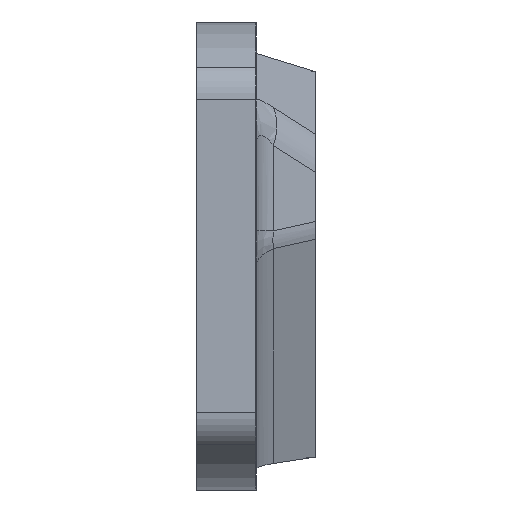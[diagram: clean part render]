
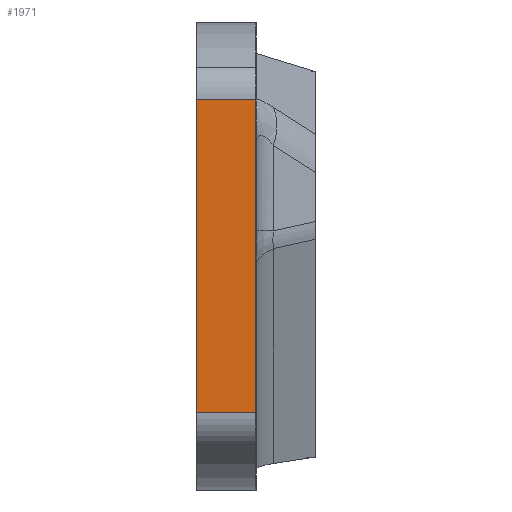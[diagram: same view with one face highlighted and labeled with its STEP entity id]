
A CAD part, left-side view. The second image highlights one B-rep face of the part: STEP entity #1971.
In plain terms, the highlighted planar face has unit normal (-1, 0, 0).
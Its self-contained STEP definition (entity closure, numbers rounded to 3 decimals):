
#111=PLANE('',#2174);
#216=FACE_OUTER_BOUND('',#336,.T.);
#336=EDGE_LOOP('',(#1712,#1713,#1714,#1715));
#487=LINE('',#2973,#671);
#506=LINE('',#3043,#690);
#543=LINE('',#3153,#727);
#547=LINE('',#3159,#731);
#671=VECTOR('',#2316,10.);
#690=VECTOR('',#2373,10.);
#727=VECTOR('',#2470,10.);
#731=VECTOR('',#2478,10.);
#876=VERTEX_POINT('',#2970);
#877=VERTEX_POINT('',#2972);
#908=VERTEX_POINT('',#3040);
#909=VERTEX_POINT('',#3042);
#1058=EDGE_CURVE('',#876,#877,#487,.T.);
#1093=EDGE_CURVE('',#908,#909,#506,.T.);
#1150=EDGE_CURVE('',#877,#908,#543,.T.);
#1154=EDGE_CURVE('',#909,#876,#547,.T.);
#1712=ORIENTED_EDGE('',*,*,#1150,.F.);
#1713=ORIENTED_EDGE('',*,*,#1058,.F.);
#1714=ORIENTED_EDGE('',*,*,#1154,.F.);
#1715=ORIENTED_EDGE('',*,*,#1093,.F.);
#1971=ADVANCED_FACE('',(#216),#111,.T.);
#2174=AXIS2_PLACEMENT_3D('',#3330,#2687,#2688);
#2316=DIRECTION('',(0.,0.,-1.));
#2373=DIRECTION('',(0.,0.,1.));
#2470=DIRECTION('',(0.,1.,0.));
#2478=DIRECTION('',(0.,-1.,0.));
#2687=DIRECTION('center_axis',(-1.,0.,0.));
#2688=DIRECTION('ref_axis',(0.,0.,-1.));
#2970=CARTESIAN_POINT('',(-137.562,-6.,11.04));
#2972=CARTESIAN_POINT('',(-137.562,-6.,-20.557));
#2973=CARTESIAN_POINT('',(-137.562,-6.,-22.467));
#3040=CARTESIAN_POINT('',(-137.562,0.,-20.557));
#3042=CARTESIAN_POINT('',(-137.562,0.,11.04));
#3043=CARTESIAN_POINT('',(-137.562,0.,-22.467));
#3153=CARTESIAN_POINT('',(-137.562,0.,-20.557));
#3159=CARTESIAN_POINT('',(-137.562,0.,11.04));
#3330=CARTESIAN_POINT('Origin',(-137.562,0.,12.95));
